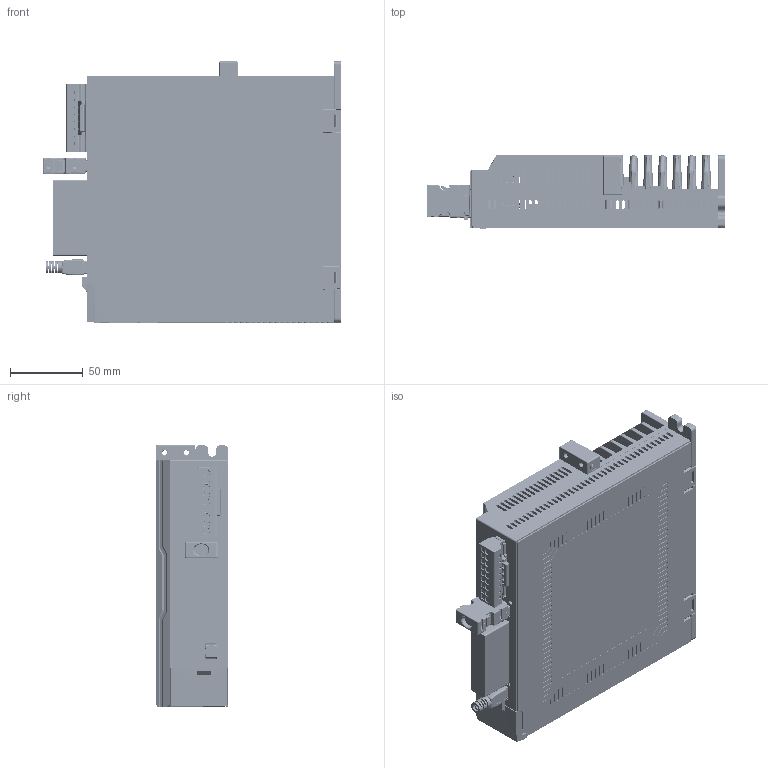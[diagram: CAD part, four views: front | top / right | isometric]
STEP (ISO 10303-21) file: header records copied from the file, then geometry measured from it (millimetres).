
FILE_DESCRIPTION((''),'2;1');
FILE_NAME('03','2023-08-14T14:46:54',('ms27526'),(''),'CREO PARAMETRIC BY PTC INC, 2018100','CREO PARAMETRIC BY PTC INC, 2018100','');
FILE_SCHEMA(('CONFIG_CONTROL_DESIGN'));
Products named in the file (1): 03
Bounding box: 205.7 x 50.2 x 180 mm (x, y, z)
Volume: 308255.2 mm3; surface area: 355480.9 mm2
Topology: 117 solids, 197 shells, 10062 faces, 27463 edges, 17964 vertices
Faces by surface type: plane 7193, cylinder 2428, torus 145, cone 142, bspline 108, sphere 32, extrusion 14
Entity records: 326129 total; most frequent: CARTESIAN_POINT 69751, ORIENTED_EDGE 54201, DIRECTION 50412, EDGE_CURVE 27412, VECTOR 21304, LINE 21290, VERTEX_POINT 17961, AXIS2_PLACEMENT_3D 14554
